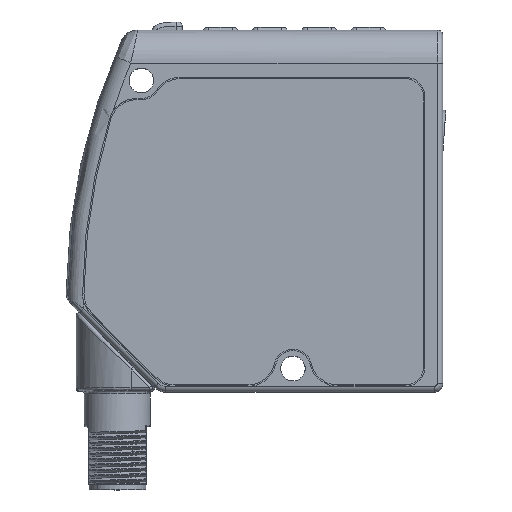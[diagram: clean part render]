
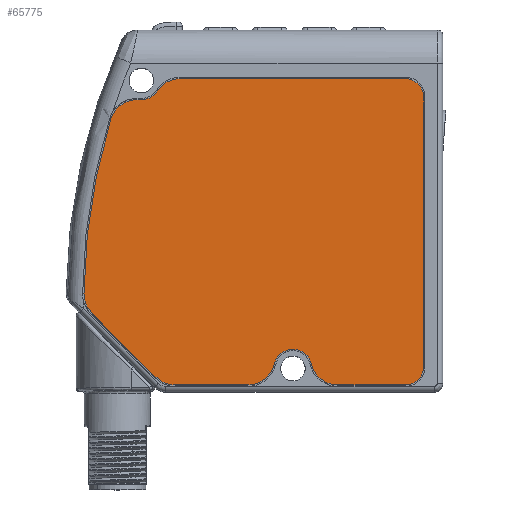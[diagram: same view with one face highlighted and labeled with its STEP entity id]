
A CAD part, top view. The second image highlights one B-rep face of the part: STEP entity #65775.
In plain terms, the highlighted planar face has unit normal (0, 0, 1).
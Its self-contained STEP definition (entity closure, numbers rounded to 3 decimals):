
#65324=CARTESIAN_POINT('',(-36.342,-17.409,1.));
#65325=DIRECTION('',(0.,0.,1.));
#65326=DIRECTION('',(-1.,0.009,0.));
#65327=AXIS2_PLACEMENT_3D('',#65324,#65325,#65326);
#65329=CARTESIAN_POINT('',(70.5,-18.327,1.));
#65330=DIRECTION('',(0.,0.,1.));
#65331=DIRECTION('',(-0.956,0.294,0.));
#65332=AXIS2_PLACEMENT_3D('',#65329,#65330,#65331);
#65334=CARTESIAN_POINT('',(-31.634,13.053,1.));
#65335=DIRECTION('',(0.,0.,1.));
#65336=DIRECTION('',(0.,1.,0.));
#65337=AXIS2_PLACEMENT_3D('',#65334,#65335,#65336);
#65339=DIRECTION('',(-1.,0.,0.));
#65340=VECTOR('',#65339,0.808);
#65341=CARTESIAN_POINT('',(-30.826,18.003,1.));
#65342=LINE('',#65341,#65340);
#65343=CARTESIAN_POINT('',(-30.826,21.503,1.));
#65344=DIRECTION('',(0.,0.,-1.));
#65345=DIRECTION('',(0.839,-0.544,0.));
#65346=AXIS2_PLACEMENT_3D('',#65343,#65344,#65345);
#65348=CARTESIAN_POINT('',(-23.738,16.903,1.));
#65349=DIRECTION('',(0.,0.,1.));
#65350=DIRECTION('',(0.,1.,0.));
#65351=AXIS2_PLACEMENT_3D('',#65348,#65349,#65350);
#65353=DIRECTION('',(-1.,0.,0.));
#65354=VECTOR('',#65353,41.062);
#65355=CARTESIAN_POINT('',(17.324,21.853,1.));
#65356=LINE('',#65355,#65354);
#65357=CARTESIAN_POINT('',(17.324,18.503,1.));
#65358=DIRECTION('',(0.,0.,1.));
#65359=DIRECTION('',(1.,0.,0.));
#65360=AXIS2_PLACEMENT_3D('',#65357,#65358,#65359);
#65362=DIRECTION('',(0.,1.,0.));
#65363=VECTOR('',#65362,49.2);
#65364=CARTESIAN_POINT('',(20.674,-30.697,1.));
#65365=LINE('',#65364,#65363);
#65366=CARTESIAN_POINT('',(17.324,-30.697,1.));
#65367=DIRECTION('',(0.,0.,1.));
#65368=DIRECTION('',(0.,-1.,0.));
#65369=AXIS2_PLACEMENT_3D('',#65366,#65367,#65368);
#65371=DIRECTION('',(1.,0.,0.));
#65372=VECTOR('',#65371,12.278);
#65373=CARTESIAN_POINT('',(5.046,-34.047,1.));
#65374=LINE('',#65373,#65372);
#65375=CARTESIAN_POINT('',(5.046,-29.097,1.));
#65376=DIRECTION('',(0.,0.,1.));
#65377=DIRECTION('',(-0.973,-0.231,0.));
#65378=AXIS2_PLACEMENT_3D('',#65375,#65376,#65377);
#65380=CARTESIAN_POINT('',(-3.176,-31.047,1.));
#65381=DIRECTION('',(0.,0.,-1.));
#65382=DIRECTION('',(-0.973,0.231,0.));
#65383=AXIS2_PLACEMENT_3D('',#65380,#65381,#65382);
#65385=CARTESIAN_POINT('',(-11.398,-29.097,1.));
#65386=DIRECTION('',(0.,0.,1.));
#65387=DIRECTION('',(0.,-1.,0.));
#65388=AXIS2_PLACEMENT_3D('',#65385,#65386,#65387);
#65390=DIRECTION('',(1.,0.,0.));
#65391=VECTOR('',#65390,13.256);
#65392=CARTESIAN_POINT('',(-24.654,-34.047,1.));
#65393=LINE('',#65392,#65391);
#65394=CARTESIAN_POINT('',(-24.654,-29.097,1.));
#65395=DIRECTION('',(0.,0.,1.));
#65396=DIRECTION('',(-0.707,-0.707,0.));
#65397=AXIS2_PLACEMENT_3D('',#65394,#65395,#65396);
#65399=DIRECTION('',(0.707,-0.707,0.));
#65400=VECTOR('',#65399,16.529);
#65401=CARTESIAN_POINT('',(-39.842,-20.909,1.));
#65402=LINE('',#65401,#65400);
#65437=CARTESIAN_POINT('',(-41.292,-17.367,1.));
#65438=CARTESIAN_POINT('',(-39.842,-20.909,1.));
#65439=VERTEX_POINT('',#65437);
#65440=VERTEX_POINT('',#65438);
#65441=CARTESIAN_POINT('',(-28.154,-32.597,1.));
#65442=VERTEX_POINT('',#65441);
#65443=CARTESIAN_POINT('',(-24.654,-34.047,1.));
#65444=VERTEX_POINT('',#65443);
#65445=CARTESIAN_POINT('',(-11.398,-34.047,1.));
#65446=VERTEX_POINT('',#65445);
#65447=CARTESIAN_POINT('',(-6.582,-30.239,1.));
#65448=VERTEX_POINT('',#65447);
#65449=CARTESIAN_POINT('',(0.23,-30.239,1.));
#65450=VERTEX_POINT('',#65449);
#65451=CARTESIAN_POINT('',(5.046,-34.047,1.));
#65452=VERTEX_POINT('',#65451);
#65453=CARTESIAN_POINT('',(17.324,-34.047,1.));
#65454=VERTEX_POINT('',#65453);
#65455=CARTESIAN_POINT('',(20.674,-30.697,1.));
#65456=VERTEX_POINT('',#65455);
#65457=CARTESIAN_POINT('',(20.674,18.503,1.));
#65458=VERTEX_POINT('',#65457);
#65459=CARTESIAN_POINT('',(17.324,21.853,1.));
#65460=VERTEX_POINT('',#65459);
#65461=CARTESIAN_POINT('',(-23.738,21.853,1.));
#65462=VERTEX_POINT('',#65461);
#65463=CARTESIAN_POINT('',(-27.89,19.598,1.));
#65464=VERTEX_POINT('',#65463);
#65465=CARTESIAN_POINT('',(-30.826,18.003,1.));
#65466=VERTEX_POINT('',#65465);
#65467=CARTESIAN_POINT('',(-31.634,18.003,1.));
#65468=VERTEX_POINT('',#65467);
#65469=CARTESIAN_POINT('',(-36.366,14.507,1.));
#65470=VERTEX_POINT('',#65469);
#65751=CARTESIAN_POINT('',(0.,0.,1.));
#65752=DIRECTION('',(0.,0.,1.));
#65753=DIRECTION('',(1.,0.,0.));
#65754=AXIS2_PLACEMENT_3D('',#65751,#65752,#65753);
#65755=PLANE('',#65754);
#65756=ORIENTED_EDGE('',*,*,#65521,.F.);
#65757=ORIENTED_EDGE('',*,*,#65536,.F.);
#65758=ORIENTED_EDGE('',*,*,#65550,.F.);
#65759=ORIENTED_EDGE('',*,*,#65564,.F.);
#65760=ORIENTED_EDGE('',*,*,#65578,.F.);
#65761=ORIENTED_EDGE('',*,*,#65592,.F.);
#65762=ORIENTED_EDGE('',*,*,#65606,.F.);
#65763=ORIENTED_EDGE('',*,*,#65620,.F.);
#65764=ORIENTED_EDGE('',*,*,#65634,.F.);
#65765=ORIENTED_EDGE('',*,*,#65648,.F.);
#65766=ORIENTED_EDGE('',*,*,#65662,.F.);
#65767=ORIENTED_EDGE('',*,*,#65676,.F.);
#65768=ORIENTED_EDGE('',*,*,#65690,.F.);
#65769=ORIENTED_EDGE('',*,*,#65704,.F.);
#65770=ORIENTED_EDGE('',*,*,#65718,.F.);
#65771=ORIENTED_EDGE('',*,*,#65732,.F.);
#65772=ORIENTED_EDGE('',*,*,#65745,.F.);
#65773=EDGE_LOOP('',(#65756,#65757,#65758,#65759,#65760,#65761,#65762,#65763,
#65764,#65765,#65766,#65767,#65768,#65769,#65770,#65771,#65772));
#65774=FACE_OUTER_BOUND('',#65773,.F.);
#65775=ADVANCED_FACE('',(#65774),#65755,.T.);
#65328=CIRCLE('',#65327,4.95);
#65333=CIRCLE('',#65332,111.796);
#65338=CIRCLE('',#65337,4.95);
#65347=CIRCLE('',#65346,3.5);
#65352=CIRCLE('',#65351,4.95);
#65361=CIRCLE('',#65360,3.35);
#65370=CIRCLE('',#65369,3.35);
#65379=CIRCLE('',#65378,4.95);
#65384=CIRCLE('',#65383,3.5);
#65389=CIRCLE('',#65388,4.95);
#65398=CIRCLE('',#65397,4.95);
#65521=EDGE_CURVE('',#65439,#65440,#65328,.T.);
#65536=EDGE_CURVE('',#65470,#65439,#65333,.T.);
#65550=EDGE_CURVE('',#65468,#65470,#65338,.T.);
#65564=EDGE_CURVE('',#65466,#65468,#65342,.T.);
#65578=EDGE_CURVE('',#65464,#65466,#65347,.T.);
#65592=EDGE_CURVE('',#65462,#65464,#65352,.T.);
#65606=EDGE_CURVE('',#65460,#65462,#65356,.T.);
#65620=EDGE_CURVE('',#65458,#65460,#65361,.T.);
#65634=EDGE_CURVE('',#65456,#65458,#65365,.T.);
#65648=EDGE_CURVE('',#65454,#65456,#65370,.T.);
#65662=EDGE_CURVE('',#65452,#65454,#65374,.T.);
#65676=EDGE_CURVE('',#65450,#65452,#65379,.T.);
#65690=EDGE_CURVE('',#65448,#65450,#65384,.T.);
#65704=EDGE_CURVE('',#65446,#65448,#65389,.T.);
#65718=EDGE_CURVE('',#65444,#65446,#65393,.T.);
#65732=EDGE_CURVE('',#65442,#65444,#65398,.T.);
#65745=EDGE_CURVE('',#65440,#65442,#65402,.T.);
